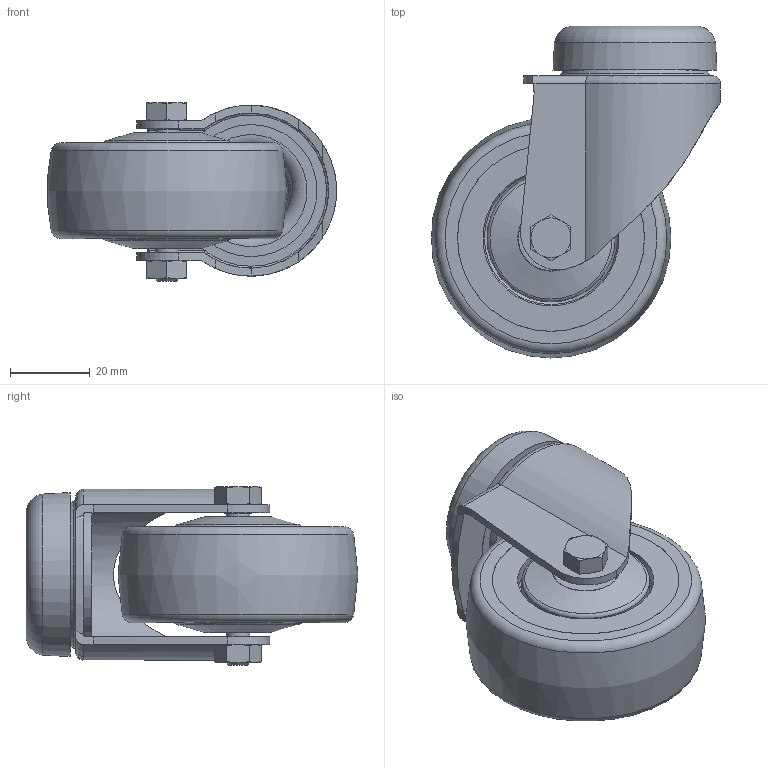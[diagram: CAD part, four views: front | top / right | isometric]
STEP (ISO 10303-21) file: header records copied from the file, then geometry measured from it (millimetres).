
FILE_DESCRIPTION(/* description */ ('RUOTA D.60 GIREV. S/P S/FC/BULBO'),/* implementation_level */ '2;1');
FILE_NAME(/* name */ 'CRUST0000019.stp',/* time_stamp */ '2025-02-10T14:24:46+01:00',/* author */ ('tecnico5'),/* organization */ (''),/* preprocessor_version */ 'ST-DEVELOPER v20',/* originating_system */ 'Autodesk Inventor 2022',/* authorisation */ '');
FILE_SCHEMA (('AUTOMOTIVE_DESIGN { 1 0 10303 214 3 1 1 }'));
Length unit declared in the file: millimetre
Products named in the file (7): CRUST0000019; 440000025291; 440000025292; 440000025293; 440000025294; 440000025295; 440000025296
Assembly tree (7 placements, depth 2):
  CRUST0000019
    440000025291
    440000025292
    440000025293
    440000025294
    440000025295  x2
    440000025296
Bounding box: 72.27 x 83 x 44.7 mm (x, y, z)
Volume: 78440.6 mm3; surface area: 32714.7 mm2
Topology: 7 solids, 7 shells, 156 faces, 323 edges, 198 vertices
Faces by surface type: plane 54, cylinder 39, cone 35, torus 27, bspline 1
Full cylindrical faces by diameter (mm): 4.917 x1, 5.9 x1, 6 x5, 7.9 x1, 8 x3, 12 x1, 31 x2, 32 x2, 33 x1, 34.003 x2, 46.703 x2, 46.743 x2
Entity records: 4421 total; most frequent: CARTESIAN_POINT 944, DIRECTION 711, ORIENTED_EDGE 608, AXIS2_PLACEMENT_3D 316, EDGE_CURVE 304, VERTEX_POINT 187, EDGE_LOOP 175, FACE_OUTER_BOUND 145
